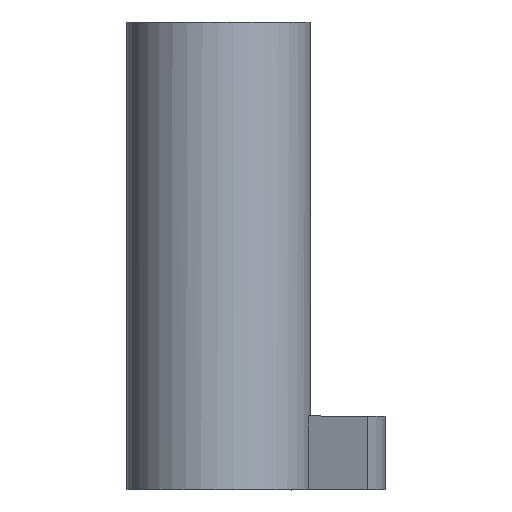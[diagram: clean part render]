
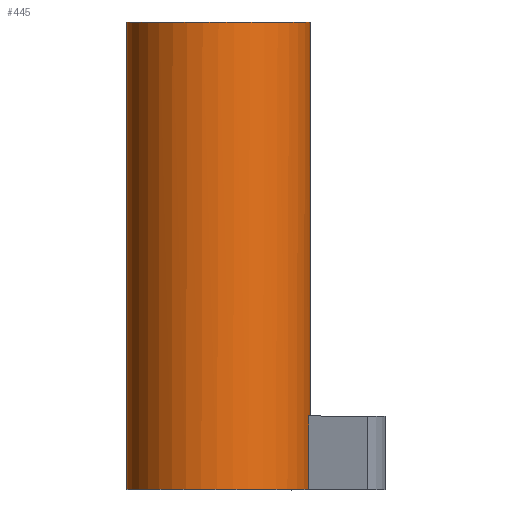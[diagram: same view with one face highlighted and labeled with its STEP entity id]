
A CAD part, top view. The second image highlights one B-rep face of the part: STEP entity #445.
In plain terms, the highlighted cylindrical face has radius 3.5 mm (diameter 7 mm), a full revolution.
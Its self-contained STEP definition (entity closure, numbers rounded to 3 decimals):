
#51=FACE_OUTER_BOUND('',#79,.T.);
#79=EDGE_LOOP('',(#397,#398,#399,#400,#401,#402,#403,#404));
#85=CIRCLE('',#478,3.5);
#86=CIRCLE('',#479,3.5);
#90=CIRCLE('',#487,3.5);
#92=CIRCLE('',#494,3.5);
#139=LINE('',#1720,#161);
#143=LINE('',#1729,#165);
#144=LINE('',#1733,#166);
#161=VECTOR('',#574,10.);
#165=VECTOR('',#584,10.);
#166=VECTOR('',#591,3.5);
#197=VERTEX_POINT('',#1691);
#200=VERTEX_POINT('',#1696);
#201=VERTEX_POINT('',#1698);
#205=VERTEX_POINT('',#1713);
#206=VERTEX_POINT('',#1717);
#209=VERTEX_POINT('',#1727);
#258=EDGE_CURVE('',#200,#201,#85,.T.);
#259=EDGE_CURVE('',#201,#197,#86,.T.);
#265=EDGE_CURVE('',#205,#205,#90,.T.);
#267=EDGE_CURVE('',#206,#200,#139,.T.);
#272=EDGE_CURVE('',#209,#197,#143,.T.);
#273=EDGE_CURVE('',#209,#206,#92,.T.);
#274=EDGE_CURVE('',#201,#205,#144,.T.);
#397=ORIENTED_EDGE('',*,*,#273,.F.);
#398=ORIENTED_EDGE('',*,*,#272,.T.);
#399=ORIENTED_EDGE('',*,*,#259,.F.);
#400=ORIENTED_EDGE('',*,*,#274,.T.);
#401=ORIENTED_EDGE('',*,*,#265,.T.);
#402=ORIENTED_EDGE('',*,*,#274,.F.);
#403=ORIENTED_EDGE('',*,*,#258,.F.);
#404=ORIENTED_EDGE('',*,*,#267,.F.);
#420=CYLINDRICAL_SURFACE('',#495,3.5);
#445=ADVANCED_FACE('',(#51),#420,.T.);
#478=AXIS2_PLACEMENT_3D('',#1699,#547,#548);
#479=AXIS2_PLACEMENT_3D('',#1700,#549,#550);
#487=AXIS2_PLACEMENT_3D('',#1714,#567,#568);
#494=AXIS2_PLACEMENT_3D('',#1731,#587,#588);
#495=AXIS2_PLACEMENT_3D('',#1732,#589,#590);
#547=DIRECTION('center_axis',(0.,-1.,0.));
#548=DIRECTION('ref_axis',(1.,0.,0.));
#549=DIRECTION('center_axis',(0.,-1.,0.));
#550=DIRECTION('ref_axis',(1.,0.,0.));
#567=DIRECTION('center_axis',(0.,-1.,0.));
#568=DIRECTION('ref_axis',(1.,0.,0.));
#574=DIRECTION('',(0.,-1.,0.));
#584=DIRECTION('',(0.,-1.,0.));
#587=DIRECTION('center_axis',(0.,-1.,0.));
#588=DIRECTION('ref_axis',(1.,0.,0.));
#589=DIRECTION('center_axis',(0.,-1.,0.));
#590=DIRECTION('ref_axis',(1.,0.,0.));
#591=DIRECTION('',(0.,1.,0.));
#1691=CARTESIAN_POINT('',(254.729,-115.04,161.755));
#1696=CARTESIAN_POINT('',(261.428,-115.04,163.709));
#1698=CARTESIAN_POINT('',(254.5,-115.04,163.));
#1699=CARTESIAN_POINT('Origin',(258.,-115.04,163.));
#1700=CARTESIAN_POINT('Origin',(258.,-115.04,163.));
#1713=CARTESIAN_POINT('',(254.5,-97.24,163.));
#1714=CARTESIAN_POINT('Origin',(258.,-97.24,163.));
#1717=CARTESIAN_POINT('',(261.428,-112.24,163.709));
#1720=CARTESIAN_POINT('',(261.428,-112.24,163.709));
#1727=CARTESIAN_POINT('',(254.729,-112.24,161.755));
#1729=CARTESIAN_POINT('',(254.729,-112.24,161.755));
#1731=CARTESIAN_POINT('Origin',(258.,-112.24,163.));
#1732=CARTESIAN_POINT('Origin',(258.,-97.24,163.));
#1733=CARTESIAN_POINT('',(254.5,-97.24,163.));
